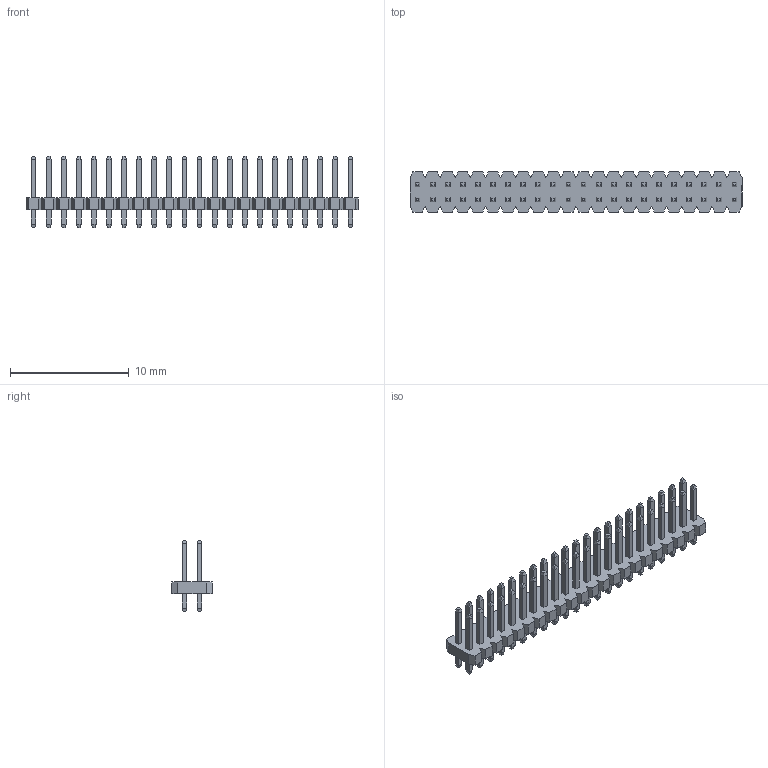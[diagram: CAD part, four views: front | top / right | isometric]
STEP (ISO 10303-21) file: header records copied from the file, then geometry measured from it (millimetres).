
FILE_DESCRIPTION (( 'STEP AP214' ), '1' );
FILE_NAME ('FPH12730-D44S1014090110B-REF.STEP', '2026-01-09T05:39:32', ( '' ), ( '' ), 'SwSTEP 2.0', 'SolidWorks 2021', '' );
FILE_SCHEMA (( 'AUTOMOTIVE_DESIGN' ));
Length unit declared in the file: millimetre
Products named in the file (1): FPH12730-D44S1014090110B-REF
Bounding box: 27.94 x 3.4 x 6 mm (x, y, z)
Volume: 123.2 mm3; surface area: 602.6 mm2
Topology: 1 solids, 1 shells, 928 faces, 2162 edges, 1324 vertices
Faces by surface type: plane 928
Entity records: 25424 total; most frequent: CARTESIAN_POINT 4415, ORIENTED_EDGE 4324, DIRECTION 4020, VECTOR 2162, EDGE_CURVE 2162, LINE 2162, VERTEX_POINT 1324, EDGE_LOOP 1016
